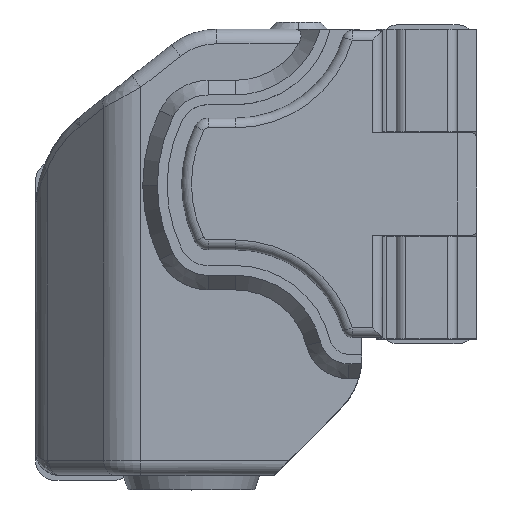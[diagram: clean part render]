
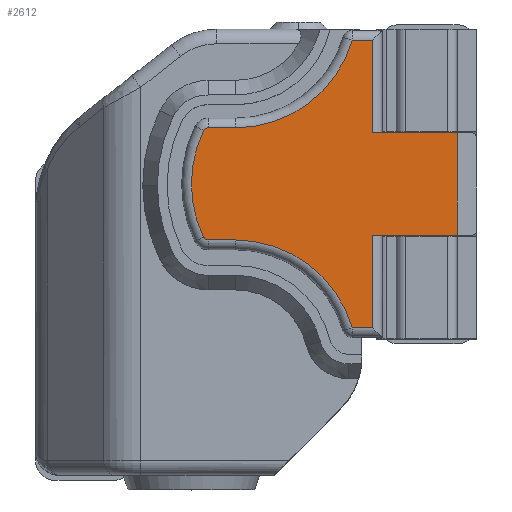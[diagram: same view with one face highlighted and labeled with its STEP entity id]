
A CAD part, top view. The second image highlights one B-rep face of the part: STEP entity #2612.
In plain terms, the highlighted planar face has unit normal (0, 0, 1).
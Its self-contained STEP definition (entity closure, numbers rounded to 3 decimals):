
#2155 = EDGE_CURVE ( 'NONE', #9418, #9419, #8027, .T. ) ;
#2165 = EDGE_CURVE ( 'NONE', #9417, #9418, #8567, .T. ) ;
#2166 = EDGE_CURVE ( 'NONE', #9416, #9417, #8568, .T. ) ;
#2194 = EDGE_CURVE ( 'NONE', #9395, #9394, #8147, .T. ) ;
#2227 = EDGE_CURVE ( 'NONE', #9407, #9406, #8256, .T. ) ;
#2282 = EDGE_CURVE ( 'NONE', #9415, #9416, #8600, .T. ) ;
#2283 = EDGE_CURVE ( 'NONE', #9414, #9415, #15399, .T. ) ;
#2284 = EDGE_CURVE ( 'NONE', #9413, #9414, #8601, .T. ) ;
#2288 = EDGE_CURVE ( 'NONE', #9412, #9413, #15415, .T. ) ;
#2289 = EDGE_CURVE ( 'NONE', #9406, #9412, #15418, .T. ) ;
#2303 = EDGE_CURVE ( 'NONE', #9394, #9407, #15460, .T. ) ;
#2304 = EDGE_CURVE ( 'NONE', #9421, #9395, #15463, .T. ) ;
#2305 = EDGE_CURVE ( 'NONE', #9420, #9421, #15466, .T. ) ;
#2306 = EDGE_CURVE ( 'NONE', #9419, #9420, #8609, .T. ) ;
#2351 = AXIS2_PLACEMENT_3D ( 'NONE', #8059, #8060, #8061 ) ;
#2366 = AXIS2_PLACEMENT_3D ( 'NONE', #8053, #8057, #8058 ) ;
#2379 = VECTOR ( 'NONE', #8149, 1000. ) ;
#2386 = VECTOR ( 'NONE', #8029, 1000. ) ;
#2439 = VECTOR ( 'NONE', #8258, 1000. ) ;
#2612 = ADVANCED_FACE ( 'NONE', ( #16116 ), #15636, .T. ) ;
#3260 = CARTESIAN_POINT ( 'NONE',  ( 6., -10.5, 0. ) ) ;
#3261 = CARTESIAN_POINT ( 'NONE',  ( -11.366, -10.5, 0. ) ) ;
#3272 = CARTESIAN_POINT ( 'NONE',  ( -11.366, 10.5, 0. ) ) ;
#3273 = CARTESIAN_POINT ( 'NONE',  ( 6., 10.5, 0. ) ) ;
#3278 = CARTESIAN_POINT ( 'NONE',  ( -11.366, 29.5, 0. ) ) ;
#3279 = CARTESIAN_POINT ( 'NONE',  ( -15.5, 29.5, 0. ) ) ;
#3280 = CARTESIAN_POINT ( 'NONE',  ( -39.5, 11.5, 0. ) ) ;
#3281 = CARTESIAN_POINT ( 'NONE',  ( -45.081, 11.5, 0. ) ) ;
#3282 = CARTESIAN_POINT ( 'NONE',  ( -45.98, 10.938, 0. ) ) ;
#3283 = CARTESIAN_POINT ( 'NONE',  ( -45.98, -10.937, 0. ) ) ;
#3284 = CARTESIAN_POINT ( 'NONE',  ( -45.081, -11.5, 0. ) ) ;
#3285 = CARTESIAN_POINT ( 'NONE',  ( -39.5, -11.5, 0. ) ) ;
#3286 = CARTESIAN_POINT ( 'NONE',  ( -15.5, -29.5, 0. ) ) ;
#3287 = CARTESIAN_POINT ( 'NONE',  ( -11.366, -29.5, 0. ) ) ;
#8027 = LINE ( 'NONE', #8028, #2386 ) ;
#8028 = CARTESIAN_POINT ( 'NONE',  ( -8.5, -11.5, 0. ) ) ;
#8029 = DIRECTION ( 'NONE',  ( 1., 0., 0. ) ) ;
#8053 = CARTESIAN_POINT ( 'NONE',  ( -45.081, -10.5, 0. ) ) ;
#8057 = DIRECTION ( 'NONE',  ( 0., 0., 1. ) ) ;
#8058 = DIRECTION ( 'NONE',  ( 1., 0., 0. ) ) ;
#8059 = CARTESIAN_POINT ( 'NONE',  ( -23.5, 0., 0. ) ) ;
#8060 = DIRECTION ( 'NONE',  ( 0., 0., 1. ) ) ;
#8061 = DIRECTION ( 'NONE',  ( 1., 0., 0. ) ) ;
#8147 = LINE ( 'NONE', #8148, #2379 ) ;
#8148 = CARTESIAN_POINT ( 'NONE',  ( 10., -10.5, 0. ) ) ;
#8149 = DIRECTION ( 'NONE',  ( 1., 0., 0. ) ) ;
#8256 = LINE ( 'NONE', #8257, #2439 ) ;
#8257 = CARTESIAN_POINT ( 'NONE',  ( -7.5, 10.5, 0. ) ) ;
#8258 = DIRECTION ( 'NONE',  ( -1., 0., 0. ) ) ;
#8567 = CIRCLE ( 'NONE', #2366, 1. ) ;
#8568 = CIRCLE ( 'NONE', #2351, 25. ) ;
#8600 = CIRCLE ( 'NONE', #15905, 1. ) ;
#8601 = CIRCLE ( 'NONE', #15903, 25. ) ;
#8609 = CIRCLE ( 'NONE', #15870, 25. ) ;
#9394 = VERTEX_POINT ( 'NONE', #3260 ) ;
#9395 = VERTEX_POINT ( 'NONE', #3261 ) ;
#9406 = VERTEX_POINT ( 'NONE', #3272 ) ;
#9407 = VERTEX_POINT ( 'NONE', #3273 ) ;
#9412 = VERTEX_POINT ( 'NONE', #3278 ) ;
#9413 = VERTEX_POINT ( 'NONE', #3279 ) ;
#9414 = VERTEX_POINT ( 'NONE', #3280 ) ;
#9415 = VERTEX_POINT ( 'NONE', #3281 ) ;
#9416 = VERTEX_POINT ( 'NONE', #3282 ) ;
#9417 = VERTEX_POINT ( 'NONE', #3283 ) ;
#9418 = VERTEX_POINT ( 'NONE', #3284 ) ;
#9419 = VERTEX_POINT ( 'NONE', #3285 ) ;
#9420 = VERTEX_POINT ( 'NONE', #3286 ) ;
#9421 = VERTEX_POINT ( 'NONE', #3287 ) ;
#9492 = EDGE_LOOP ( 'NONE', ( #10825, #10830, #10828, #10831, #10832, #10833, #10834, #10835, #10836, #10837, #10838, #10839, #10840, #10841 ) ) ;
#10825 = ORIENTED_EDGE ( 'NONE', *, *, #2227, .T. ) ;
#10828 = ORIENTED_EDGE ( 'NONE', *, *, #2288, .T. ) ;
#10830 = ORIENTED_EDGE ( 'NONE', *, *, #2289, .T. ) ;
#10831 = ORIENTED_EDGE ( 'NONE', *, *, #2284, .T. ) ;
#10832 = ORIENTED_EDGE ( 'NONE', *, *, #2283, .T. ) ;
#10833 = ORIENTED_EDGE ( 'NONE', *, *, #2282, .T. ) ;
#10834 = ORIENTED_EDGE ( 'NONE', *, *, #2166, .T. ) ;
#10835 = ORIENTED_EDGE ( 'NONE', *, *, #2165, .T. ) ;
#10836 = ORIENTED_EDGE ( 'NONE', *, *, #2155, .T. ) ;
#10837 = ORIENTED_EDGE ( 'NONE', *, *, #2306, .T. ) ;
#10838 = ORIENTED_EDGE ( 'NONE', *, *, #2305, .T. ) ;
#10839 = ORIENTED_EDGE ( 'NONE', *, *, #2304, .T. ) ;
#10840 = ORIENTED_EDGE ( 'NONE', *, *, #2194, .T. ) ;
#10841 = ORIENTED_EDGE ( 'NONE', *, *, #2303, .T. ) ;
#15386 = CARTESIAN_POINT ( 'NONE',  ( -45.081, 10.5, 0. ) ) ;
#15396 = DIRECTION ( 'NONE',  ( 0., 0., 1. ) ) ;
#15397 = DIRECTION ( 'NONE',  ( 1., 0., 0. ) ) ;
#15398 = CARTESIAN_POINT ( 'NONE',  ( -39.5, 36.5, 0. ) ) ;
#15399 = LINE ( 'NONE', #15400, #15914 ) ;
#15400 = CARTESIAN_POINT ( 'NONE',  ( -8.5, 11.5, 0. ) ) ;
#15401 = DIRECTION ( 'NONE',  ( -1., 0., 0. ) ) ;
#15402 = DIRECTION ( 'NONE',  ( 0., 0., -1. ) ) ;
#15403 = DIRECTION ( 'NONE',  ( 1., 0., 0. ) ) ;
#15415 = LINE ( 'NONE', #15416, #15894 ) ;
#15416 = CARTESIAN_POINT ( 'NONE',  ( -8.5, 29.5, 0. ) ) ;
#15417 = DIRECTION ( 'NONE',  ( -1., 0., 0. ) ) ;
#15418 = LINE ( 'NONE', #15419, #15888 ) ;
#15419 = CARTESIAN_POINT ( 'NONE',  ( -11.366, -30.5, 0. ) ) ;
#15420 = DIRECTION ( 'NONE',  ( 0., 1., 0. ) ) ;
#15450 = CARTESIAN_POINT ( 'NONE',  ( -39.5, -36.5, 0. ) ) ;
#15460 = LINE ( 'NONE', #15461, #15835 ) ;
#15461 = CARTESIAN_POINT ( 'NONE',  ( 6., -30.5, 0. ) ) ;
#15462 = DIRECTION ( 'NONE',  ( 0., 1., 0. ) ) ;
#15463 = LINE ( 'NONE', #15464, #15832 ) ;
#15464 = CARTESIAN_POINT ( 'NONE',  ( -11.366, -10.5, 0. ) ) ;
#15465 = DIRECTION ( 'NONE',  ( 0., 1., 0. ) ) ;
#15466 = LINE ( 'NONE', #15467, #15912 ) ;
#15467 = CARTESIAN_POINT ( 'NONE',  ( -8.5, -29.5, 0. ) ) ;
#15468 = DIRECTION ( 'NONE',  ( 1., 0., 0. ) ) ;
#15469 = DIRECTION ( 'NONE',  ( 0., 0., -1. ) ) ;
#15470 = DIRECTION ( 'NONE',  ( 1., 0., 0. ) ) ;
#15636 = PLANE ( 'NONE',  #16112 ) ;
#15637 = CARTESIAN_POINT ( 'NONE',  ( -8.5, -30.5, 0. ) ) ;
#15638 = DIRECTION ( 'NONE',  ( 0., 0., 1. ) ) ;
#15639 = DIRECTION ( 'NONE',  ( 1., 0., 0. ) ) ;
#15832 = VECTOR ( 'NONE', #15465, 1000. ) ;
#15835 = VECTOR ( 'NONE', #15462, 1000. ) ;
#15870 = AXIS2_PLACEMENT_3D ( 'NONE', #15450, #15469, #15470 ) ;
#15888 = VECTOR ( 'NONE', #15420, 1000. ) ;
#15894 = VECTOR ( 'NONE', #15417, 1000. ) ;
#15903 = AXIS2_PLACEMENT_3D ( 'NONE', #15398, #15402, #15403 ) ;
#15905 = AXIS2_PLACEMENT_3D ( 'NONE', #15386, #15396, #15397 ) ;
#15912 = VECTOR ( 'NONE', #15468, 1000. ) ;
#15914 = VECTOR ( 'NONE', #15401, 1000. ) ;
#16112 = AXIS2_PLACEMENT_3D ( 'NONE', #15637, #15638, #15639 ) ;
#16116 = FACE_OUTER_BOUND ( 'NONE', #9492, .T. ) ;
